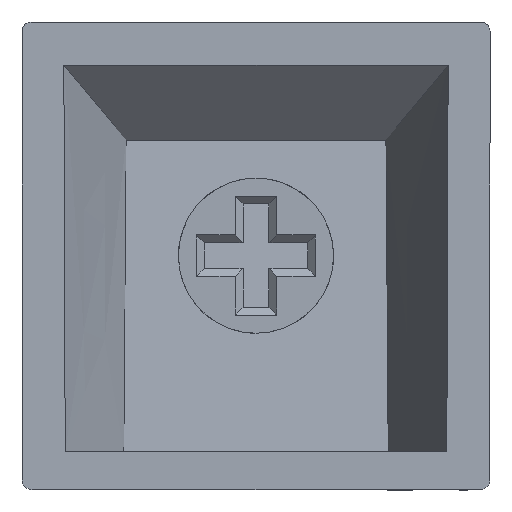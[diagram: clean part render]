
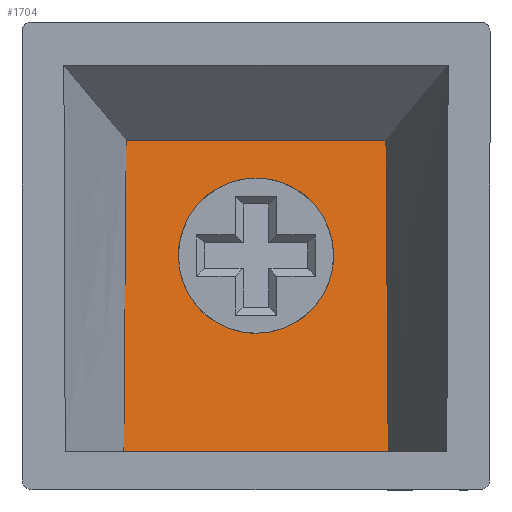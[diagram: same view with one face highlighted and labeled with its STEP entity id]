
A CAD part, front view. The second image highlights one B-rep face of the part: STEP entity #1704.
In plain terms, the highlighted planar face has unit normal (0, -0.995, 0.103).
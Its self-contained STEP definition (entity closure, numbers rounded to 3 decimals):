
#111 = CARTESIAN_POINT ( 'NONE',  ( 3.972, 5.112, -12.133 ) ) ;
#120 = CARTESIAN_POINT ( 'NONE',  ( 15.05, 5.747, -6.037 ) ) ;
#176 = CARTESIAN_POINT ( 'NONE',  ( 14.085, 5.745, -6.052 ) ) ;
#379 =( BOUNDED_CURVE ( )  B_SPLINE_CURVE ( 3, ( #1852, #1118, #393, #1606 ),
 .UNSPECIFIED., .F., .F. ) 
 B_SPLINE_CURVE_WITH_KNOTS ( ( 4, 4 ),
 ( 3.142, 6.283 ),
 .UNSPECIFIED. ) 
 CURVE ( )  GEOMETRIC_REPRESENTATION_ITEM ( )  RATIONAL_B_SPLINE_CURVE ( ( 1., 0.333, 0.333, 1. ) ) 
 REPRESENTATION_ITEM ( '' )  );
#393 = CARTESIAN_POINT ( 'NONE',  ( 3.05, 5.123, -12.037 ) ) ;
#421 = LINE ( 'NONE', #2244, #2476 ) ;
#471 = EDGE_CURVE ( 'NONE', #1966, #570, #421, .T. ) ;
#570 = VERTEX_POINT ( 'NONE', #1901 ) ;
#592 = CARTESIAN_POINT ( 'NONE',  ( 9.05, 5.123, -12.037 ) ) ;
#602 = CARTESIAN_POINT ( 'NONE',  ( 4.008, 5.637, -7.087 ) ) ;
#634 = LINE ( 'NONE', #1220, #1750 ) ;
#641 = CARTESIAN_POINT ( 'NONE',  ( 14.105, 5.435, -9.029 ) ) ;
#645 = B_SPLINE_CURVE_WITH_KNOTS ( 'NONE', 3,
 ( #2062, #176, #1112, #641, #2531, #1126, #1354, #2763, #2285, #1824 ),
 .UNSPECIFIED., .F., .F.,
 ( 4, 3, 3, 4 ),
 ( 0., 0.004, 0.008, 0.012 ),
 .UNSPECIFIED. ) ;
#664 = CARTESIAN_POINT ( 'NONE',  ( 9.05, 5.747, -6.037 ) ) ;
#700 = VERTEX_POINT ( 'NONE', #952 ) ;
#710 = VERTEX_POINT ( 'NONE', #1655 ) ;
#817 = CARTESIAN_POINT ( 'NONE',  ( 0., 6.306, -0.656 ) ) ;
#830 = CARTESIAN_POINT ( 'NONE',  ( 4.024, 5.9, -4.564 ) ) ;
#840 = CARTESIAN_POINT ( 'NONE',  ( 3.961, 4.958, -13.622 ) ) ;
#882 = DIRECTION ( 'NONE',  ( 1., 0., 0. ) ) ;
#952 = CARTESIAN_POINT ( 'NONE',  ( 14.076, 5.9, -4.564 ) ) ;
#1018 = FACE_BOUND ( 'NONE', #2703, .T. ) ;
#1026 = ORIENTED_EDGE ( 'NONE', *, *, #3029, .F. ) ;
#1057 = CARTESIAN_POINT ( 'NONE',  ( 3.937, 4.648, -16.6 ) ) ;
#1112 = CARTESIAN_POINT ( 'NONE',  ( 14.095, 5.59, -7.54 ) ) ;
#1118 = CARTESIAN_POINT ( 'NONE',  ( 3.05, 5.747, -6.037 ) ) ;
#1126 = CARTESIAN_POINT ( 'NONE',  ( 14.123, 5.173, -11.552 ) ) ;
#1172 =( BOUNDED_CURVE ( )  B_SPLINE_CURVE ( 3, ( #592, #2724, #120, #1793 ),
 .UNSPECIFIED., .F., .F. ) 
 B_SPLINE_CURVE_WITH_KNOTS ( ( 4, 4 ),
 ( 0., 3.142 ),
 .UNSPECIFIED. ) 
 CURVE ( )  GEOMETRIC_REPRESENTATION_ITEM ( )  RATIONAL_B_SPLINE_CURVE ( ( 1., 0.333, 0.333, 1. ) ) 
 REPRESENTATION_ITEM ( '' )  );
#1220 = CARTESIAN_POINT ( 'NONE',  ( 0., 5.9, -4.564 ) ) ;
#1265 = ORIENTED_EDGE ( 'NONE', *, *, #2947, .F. ) ;
#1314 = CARTESIAN_POINT ( 'NONE',  ( 3.991, 5.375, -9.61 ) ) ;
#1349 = ORIENTED_EDGE ( 'NONE', *, *, #1412, .F. ) ;
#1354 = CARTESIAN_POINT ( 'NONE',  ( 14.133, 5.042, -12.814 ) ) ;
#1412 = EDGE_CURVE ( 'NONE', #2616, #700, #634, .T. ) ;
#1527 = CARTESIAN_POINT ( 'NONE',  ( 3.937, 4.648, -16.6 ) ) ;
#1606 = CARTESIAN_POINT ( 'NONE',  ( 9.05, 5.123, -12.037 ) ) ;
#1655 = CARTESIAN_POINT ( 'NONE',  ( 9.05, 5.123, -12.037 ) ) ;
#1687 = ORIENTED_EDGE ( 'NONE', *, *, #2831, .F. ) ;
#1692 = DIRECTION ( 'NONE',  ( 1., 0., 0. ) ) ;
#1704 = ADVANCED_FACE ( 'NONE', ( #1018, #2046 ), #2887, .F. ) ;
#1750 = VECTOR ( 'NONE', #1692, 1000. ) ;
#1793 = CARTESIAN_POINT ( 'NONE',  ( 9.05, 5.747, -6.037 ) ) ;
#1824 = CARTESIAN_POINT ( 'NONE',  ( 14.163, 4.648, -16.6 ) ) ;
#1831 = EDGE_CURVE ( 'NONE', #1966, #2616, #2025, .T. ) ;
#1852 = CARTESIAN_POINT ( 'NONE',  ( 9.05, 5.747, -6.037 ) ) ;
#1901 = CARTESIAN_POINT ( 'NONE',  ( 14.163, 4.648, -16.6 ) ) ;
#1966 = VERTEX_POINT ( 'NONE', #1527 ) ;
#1989 = DIRECTION ( 'NONE',  ( 0., 0.103, 0.995 ) ) ;
#2025 = B_SPLINE_CURVE_WITH_KNOTS ( 'NONE', 3,
 ( #1057, #2704, #840, #111, #2722, #1314, #2943, #602, #2485, #830 ),
 .UNSPECIFIED., .F., .F.,
 ( 4, 3, 3, 4 ),
 ( 0., 0.004, 0.008, 0.012 ),
 .UNSPECIFIED. ) ;
#2046 = FACE_OUTER_BOUND ( 'NONE', #2250, .T. ) ;
#2062 = CARTESIAN_POINT ( 'NONE',  ( 14.076, 5.9, -4.564 ) ) ;
#2180 = DIRECTION ( 'NONE',  ( 0., 0.995, -0.103 ) ) ;
#2244 = CARTESIAN_POINT ( 'NONE',  ( 0., 4.648, -16.6 ) ) ;
#2250 = EDGE_LOOP ( 'NONE', ( #1265, #1349, #2399, #2497 ) ) ;
#2285 = CARTESIAN_POINT ( 'NONE',  ( 14.152, 4.779, -15.338 ) ) ;
#2342 = VERTEX_POINT ( 'NONE', #664 ) ;
#2399 = ORIENTED_EDGE ( 'NONE', *, *, #1831, .F. ) ;
#2476 = VECTOR ( 'NONE', #882, 1000. ) ;
#2485 = CARTESIAN_POINT ( 'NONE',  ( 4.016, 5.769, -5.825 ) ) ;
#2497 = ORIENTED_EDGE ( 'NONE', *, *, #471, .T. ) ;
#2531 = CARTESIAN_POINT ( 'NONE',  ( 14.114, 5.304, -10.29 ) ) ;
#2616 = VERTEX_POINT ( 'NONE', #2914 ) ;
#2703 = EDGE_LOOP ( 'NONE', ( #1687, #1026 ) ) ;
#2704 = CARTESIAN_POINT ( 'NONE',  ( 3.95, 4.803, -15.111 ) ) ;
#2722 = CARTESIAN_POINT ( 'NONE',  ( 3.982, 5.244, -10.872 ) ) ;
#2724 = CARTESIAN_POINT ( 'NONE',  ( 15.05, 5.123, -12.037 ) ) ;
#2763 = CARTESIAN_POINT ( 'NONE',  ( 14.142, 4.91, -14.076 ) ) ;
#2831 = EDGE_CURVE ( 'NONE', #710, #2342, #1172, .T. ) ;
#2887 = PLANE ( 'NONE',  #2917 ) ;
#2914 = CARTESIAN_POINT ( 'NONE',  ( 4.024, 5.9, -4.564 ) ) ;
#2917 = AXIS2_PLACEMENT_3D ( 'NONE', #817, #2180, #1989 ) ;
#2943 = CARTESIAN_POINT ( 'NONE',  ( 3.999, 5.506, -8.349 ) ) ;
#2947 = EDGE_CURVE ( 'NONE', #700, #570, #645, .T. ) ;
#3029 = EDGE_CURVE ( 'NONE', #2342, #710, #379, .T. ) ;
